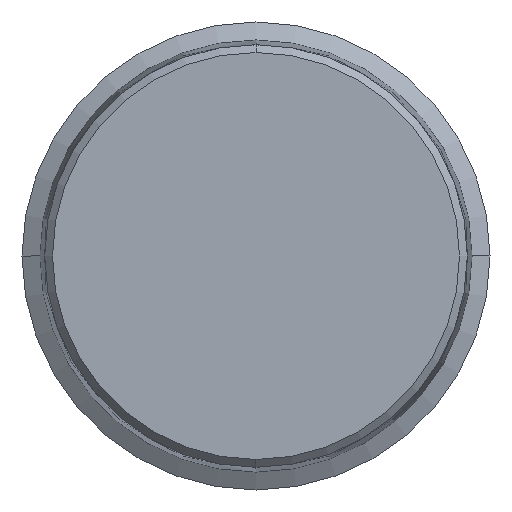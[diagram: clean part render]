
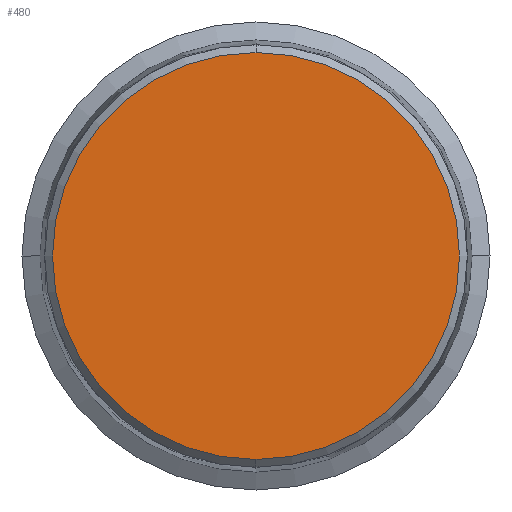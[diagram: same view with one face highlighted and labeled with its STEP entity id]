
A CAD part, front view. The second image highlights one B-rep face of the part: STEP entity #480.
In plain terms, the highlighted planar face has unit normal (0, -1, 0).
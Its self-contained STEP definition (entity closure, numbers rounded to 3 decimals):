
#480=ADVANCED_FACE('',(#1032),#1033,.T.);
#1032=FACE_OUTER_BOUND('',#1645,.T.);
#1033=PLANE('',#1646);
#1645=EDGE_LOOP('',(#2941,#2942));
#1646=AXIS2_PLACEMENT_3D('',#2943,#2944,#2945);
#2941=ORIENTED_EDGE('',*,*,#3653,.T.);
#2942=ORIENTED_EDGE('',*,*,#3927,.T.);
#2943=CARTESIAN_POINT('',(0.0,-18.0,6.522));
#2944=DIRECTION('',(0.0,-1.0,0.0));
#2945=DIRECTION('',(0.0,0.0,1.0));
#3653=EDGE_CURVE('',#4364,#4366,#4368,.T.);
#3927=EDGE_CURVE('',#4366,#4364,#4757,.T.);
#4364=VERTEX_POINT('',#5303);
#4366=VERTEX_POINT('',#5306);
#4368=CIRCLE('',#5309,13.044);
#4757=CIRCLE('',#6184,13.044);
#5303=CARTESIAN_POINT('',(0.0,-18.0,13.044));
#5306=CARTESIAN_POINT('',(0.,-18.0,-13.044));
#5309=AXIS2_PLACEMENT_3D('',#6603,#6604,#6605);
#6184=AXIS2_PLACEMENT_3D('',#6936,#6937,#6938);
#6603=CARTESIAN_POINT('',(0.0,-18.0,0.0));
#6604=DIRECTION('',(0.0,-1.0,0.0));
#6605=DIRECTION('',(0.0,0.0,1.0));
#6936=CARTESIAN_POINT('',(0.0,-18.0,0.0));
#6937=DIRECTION('',(0.0,-1.0,0.0));
#6938=DIRECTION('',(0.0,0.0,1.0));
